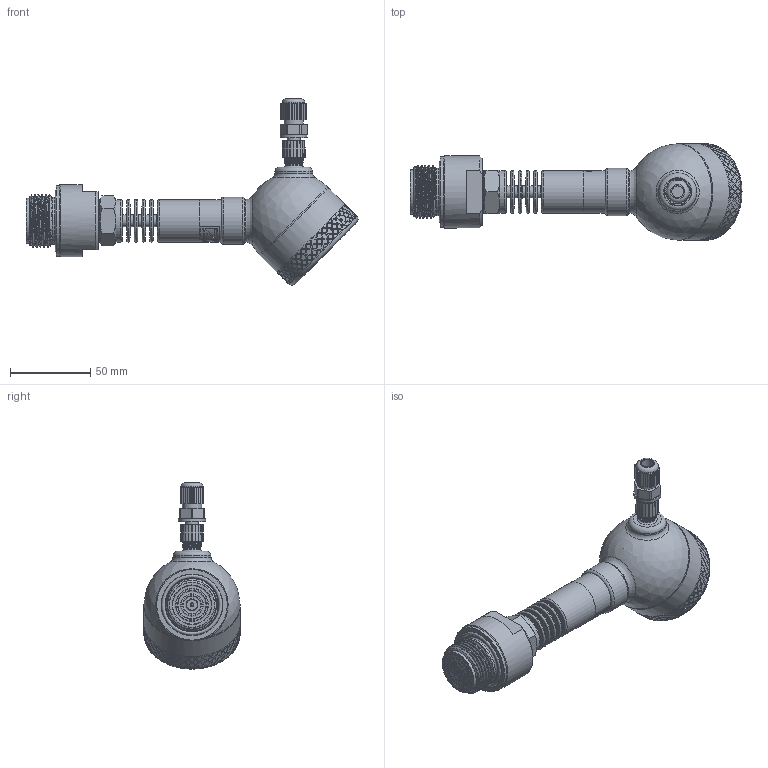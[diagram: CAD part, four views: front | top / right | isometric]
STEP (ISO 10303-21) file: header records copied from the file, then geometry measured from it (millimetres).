
FILE_DESCRIPTION(/* description */ (''),/* implementation_level */ '2;1');
FILE_NAME(/* name */ 'APZ3420mFH_G1DIN-flush_radiator_3.step',/* time_stamp */ '2021-07-07T15:44:55+03:00',/* author */ (''),/* organization */ (''),/* preprocessor_version */ 'ST-DEVELOPER v18.1',/* originating_system */ 'Autodesk Translation Framework v10.9.0.1377',/* authorisation */ '');
FILE_SCHEMA (('AUTOMOTIVE_DESIGN { 1 0 10303 214 3 1 1 }'));
Length unit declared in the file: millimetre
Products named in the file (8): АПЗ420М-полевойкорпус-
заполненный; Заполненный полевой 
корпус v13; Main body; Cover without display; M12x1 adapter; M12x1 female straight v9; G1\4EN radiator; G1DIN diaphragm 28 v7
Assembly tree (7 placements, depth 3):
  АПЗ420М-полевойкорпус-
заполненный
    Заполненный полевой 
корпус v13
      Main body
      Cover without display
      M12x1 adapter
      M12x1 female straight v9
    G1\4EN radiator
    G1DIN diaphragm 28 v7
Bounding box: 207.02 x 60.1 x 116.18 mm (x, y, z)
Volume: 296749.4 mm3; surface area: 55485.7 mm2
Topology: 9 solids, 9 shells, 1649 faces, 4097 edges, 2719 vertices
Faces by surface type: bspline 941, cylinder 325, plane 284, torus 53, cone 45, sphere 1
Full cylindrical faces by diameter (mm): 1 x4, 2 x1, 3.3 x1, 4 x1, 5 x3, 7.3 x1, 7.5 x5, 8 x3, 9.3 x1, 9.5 x2, 10.293 x1, 10.5 x2, 10.741 x7, 11 x1, 11.445 x5, 11.884 x6, 12 x1, 13.157 x9, 14 x1, 17 x1, 19.7 x1, 21.6 x1, 21.767 x1, 22.4 x1, 23.6 x1, 24.5 x2, 26.5 x3, 28 x1, 29.5 x2, 30.291 x5
Entity records: 77377 total; most frequent: CARTESIAN_POINT 45377, ORIENTED_EDGE 8190, EDGE_CURVE 4095, DIRECTION 3457, VERTEX_POINT 2719, B_SPLINE_CURVE_WITH_KNOTS 2670, EDGE_LOOP 1912, FACE_OUTER_BOUND 1649
